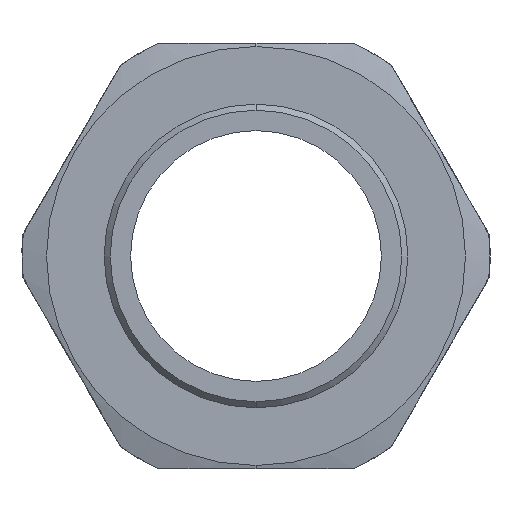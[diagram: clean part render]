
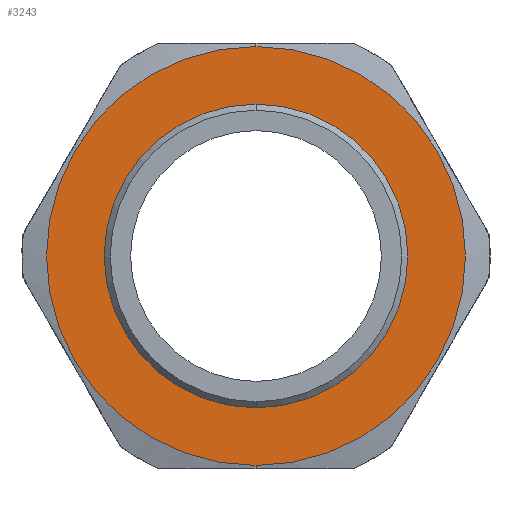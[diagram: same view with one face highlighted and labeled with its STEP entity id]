
A CAD part, left-side view. The second image highlights one B-rep face of the part: STEP entity #3243.
In plain terms, the highlighted planar face has unit normal (-1, 0, 0).
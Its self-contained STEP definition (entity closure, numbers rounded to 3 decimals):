
#114 = ORIENTED_EDGE ( 'NONE', *, *, #2393, .T. ) ;
#162 = CARTESIAN_POINT ( 'NONE',  ( 15., 0., -25. ) ) ;
#194 = DIRECTION ( 'NONE',  ( -1., 0., 0. ) ) ;
#208 = ORIENTED_EDGE ( 'NONE', *, *, #491, .F. ) ;
#320 = CIRCLE ( 'NONE', #992, 25. ) ;
#435 = VERTEX_POINT ( 'NONE', #3470 ) ;
#437 = DIRECTION ( 'NONE',  ( -1., 0., 0. ) ) ;
#461 = CIRCLE ( 'NONE', #1340, 34.5 ) ;
#491 = EDGE_CURVE ( 'NONE', #1052, #435, #3590, .T. ) ;
#621 = FACE_BOUND ( 'NONE', #822, .T. ) ;
#687 = VERTEX_POINT ( 'NONE', #2382 ) ;
#822 = EDGE_LOOP ( 'NONE', ( #208, #863 ) ) ;
#863 = ORIENTED_EDGE ( 'NONE', *, *, #3265, .F. ) ;
#992 = AXIS2_PLACEMENT_3D ( 'NONE', #3003, #3563, #993 ) ;
#993 = DIRECTION ( 'NONE',  ( 0., 0., 1. ) ) ;
#1009 = DIRECTION ( 'NONE',  ( 0., 0., 1. ) ) ;
#1052 = VERTEX_POINT ( 'NONE', #162 ) ;
#1072 = CARTESIAN_POINT ( 'NONE',  ( 15., 0., 34.5 ) ) ;
#1079 = DIRECTION ( 'NONE',  ( 1., 0., 0. ) ) ;
#1091 = DIRECTION ( 'NONE',  ( 0., 0., 1. ) ) ;
#1340 = AXIS2_PLACEMENT_3D ( 'NONE', #1616, #437, #1009 ) ;
#1358 = AXIS2_PLACEMENT_3D ( 'NONE', #3085, #1079, #1642 ) ;
#1606 = AXIS2_PLACEMENT_3D ( 'NONE', #3369, #194, #3657 ) ;
#1616 = CARTESIAN_POINT ( 'NONE',  ( 15., 0., 0. ) ) ;
#1639 = DIRECTION ( 'NONE',  ( -1., 0., 0. ) ) ;
#1642 = DIRECTION ( 'NONE',  ( 0., 0., -1. ) ) ;
#1953 = CIRCLE ( 'NONE', #1606, 34.5 ) ;
#2070 = VERTEX_POINT ( 'NONE', #1072 ) ;
#2328 = EDGE_CURVE ( 'NONE', #687, #2070, #461, .T. ) ;
#2347 = FACE_OUTER_BOUND ( 'NONE', #3319, .T. ) ;
#2352 = AXIS2_PLACEMENT_3D ( 'NONE', #3353, #1639, #1091 ) ;
#2382 = CARTESIAN_POINT ( 'NONE',  ( 15., 0., -34.5 ) ) ;
#2393 = EDGE_CURVE ( 'NONE', #2070, #687, #1953, .T. ) ;
#3003 = CARTESIAN_POINT ( 'NONE',  ( 15., 0., 0. ) ) ;
#3085 = CARTESIAN_POINT ( 'NONE',  ( 15., 25., 0. ) ) ;
#3243 = ADVANCED_FACE ( 'NONE', ( #621, #2347 ), #3619, .F. ) ;
#3265 = EDGE_CURVE ( 'NONE', #435, #1052, #320, .T. ) ;
#3319 = EDGE_LOOP ( 'NONE', ( #3527, #114 ) ) ;
#3353 = CARTESIAN_POINT ( 'NONE',  ( 15., 0., 0. ) ) ;
#3369 = CARTESIAN_POINT ( 'NONE',  ( 15., 0., 0. ) ) ;
#3470 = CARTESIAN_POINT ( 'NONE',  ( 15., 0., 25. ) ) ;
#3527 = ORIENTED_EDGE ( 'NONE', *, *, #2328, .T. ) ;
#3563 = DIRECTION ( 'NONE',  ( -1., 0., 0. ) ) ;
#3590 = CIRCLE ( 'NONE', #2352, 25. ) ;
#3619 = PLANE ( 'NONE',  #1358 ) ;
#3657 = DIRECTION ( 'NONE',  ( 0., 0., 1. ) ) ;
